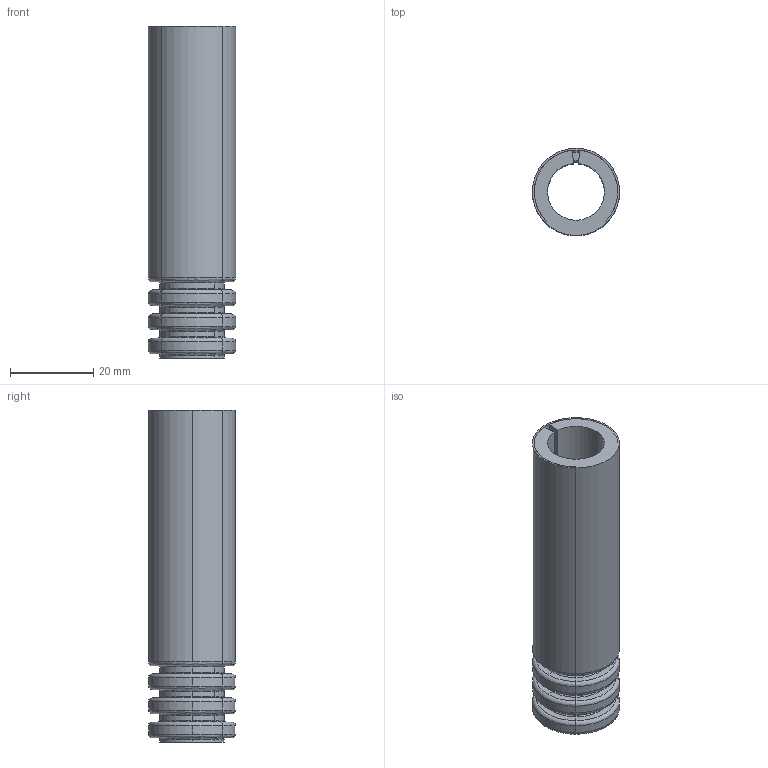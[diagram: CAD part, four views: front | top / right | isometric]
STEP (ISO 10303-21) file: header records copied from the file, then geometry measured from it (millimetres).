
FILE_DESCRIPTION (( 'STEP AP203' ), '1' );
FILE_NAME ('831008.step', '2023-09-05T15:53:10', ( '' ), ( '' ), 'SwSTEP 2.0', 'SolidWorks 2021', '' );
FILE_SCHEMA (( 'CONFIG_CONTROL_DESIGN' ));
Length unit declared in the file: inch
Products named in the file (1): 831008
Bounding box: 21 x 20.96 x 80 mm (x, y, z)
Volume: 13241.3 mm3; surface area: 19745 mm2
Topology: 2 solids, 2 shells, 333 faces, 987 edges, 658 vertices
Faces by surface type: bspline 132, cylinder 107, cone 84, plane 10
Entity records: 13890 total; most frequent: CARTESIAN_POINT 5243, ORIENTED_EDGE 1974, DIRECTION 1739, EDGE_CURVE 987, AXIS2_PLACEMENT_3D 722, VERTEX_POINT 658, CIRCLE 520, FACE_OUTER_BOUND 333
